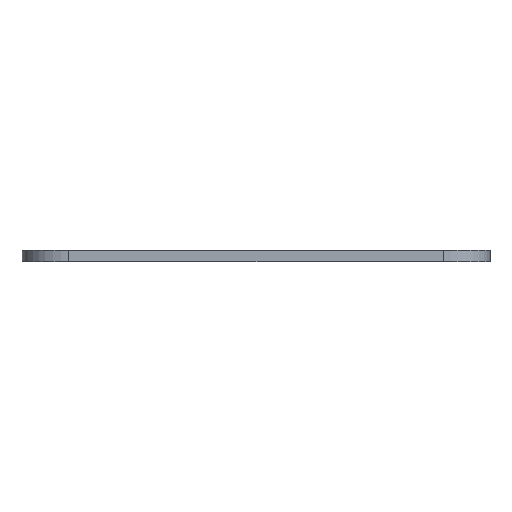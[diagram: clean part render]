
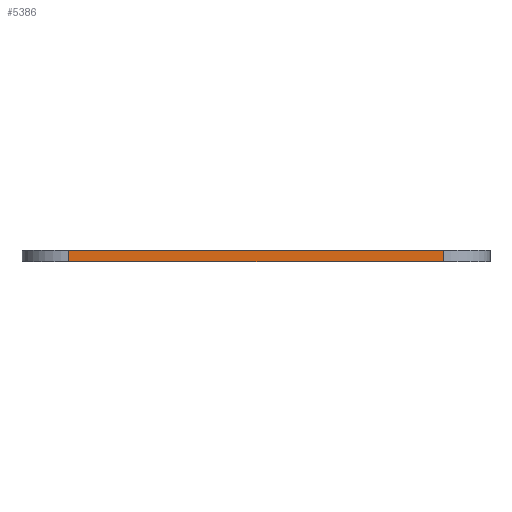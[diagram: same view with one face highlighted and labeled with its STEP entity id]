
A CAD part, left-side view. The second image highlights one B-rep face of the part: STEP entity #5386.
In plain terms, the highlighted planar face has unit normal (-1, 0, 0).
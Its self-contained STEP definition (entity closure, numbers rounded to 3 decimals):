
#175=PLANE('',#5916);
#440=FACE_OUTER_BOUND('',#710,.T.);
#710=EDGE_LOOP('',(#4437,#4438,#4439,#4440));
#1265=LINE('',#9077,#1801);
#1267=LINE('',#9083,#1803);
#1268=LINE('',#9085,#1804);
#1269=LINE('',#9086,#1805);
#1801=VECTOR('',#7477,10.);
#1803=VECTOR('',#7483,10.);
#1804=VECTOR('',#7484,10.);
#1805=VECTOR('',#7485,10.);
#2594=VERTEX_POINT('',#9074);
#2595=VERTEX_POINT('',#9076);
#2597=VERTEX_POINT('',#9082);
#2598=VERTEX_POINT('',#9084);
#3382=EDGE_CURVE('',#2595,#2594,#1265,.T.);
#3385=EDGE_CURVE('',#2594,#2597,#1267,.T.);
#3386=EDGE_CURVE('',#2598,#2597,#1268,.T.);
#3387=EDGE_CURVE('',#2598,#2595,#1269,.T.);
#4437=ORIENTED_EDGE('',*,*,#3385,.T.);
#4438=ORIENTED_EDGE('',*,*,#3386,.F.);
#4439=ORIENTED_EDGE('',*,*,#3387,.T.);
#4440=ORIENTED_EDGE('',*,*,#3382,.T.);
#5386=ADVANCED_FACE('',(#440),#175,.T.);
#5916=AXIS2_PLACEMENT_3D('',#9081,#7481,#7482);
#7477=DIRECTION('',(0.,0.,1.));
#7481=DIRECTION('center_axis',(-1.,0.,0.));
#7482=DIRECTION('ref_axis',(0.,0.,1.));
#7483=DIRECTION('',(0.,1.,0.));
#7484=DIRECTION('',(0.,0.,1.));
#7485=DIRECTION('',(0.,-1.,0.));
#9074=CARTESIAN_POINT('',(-39.915,-16.373,1.));
#9076=CARTESIAN_POINT('',(-39.915,-16.373,0.));
#9077=CARTESIAN_POINT('',(-39.915,-16.373,0.));
#9081=CARTESIAN_POINT('Origin',(-39.915,-16.373,0.));
#9082=CARTESIAN_POINT('',(-39.915,15.627,1.));
#9083=CARTESIAN_POINT('',(-39.915,15.627,1.));
#9084=CARTESIAN_POINT('',(-39.915,15.627,0.));
#9085=CARTESIAN_POINT('',(-39.915,15.627,0.));
#9086=CARTESIAN_POINT('',(-39.915,15.627,0.));
